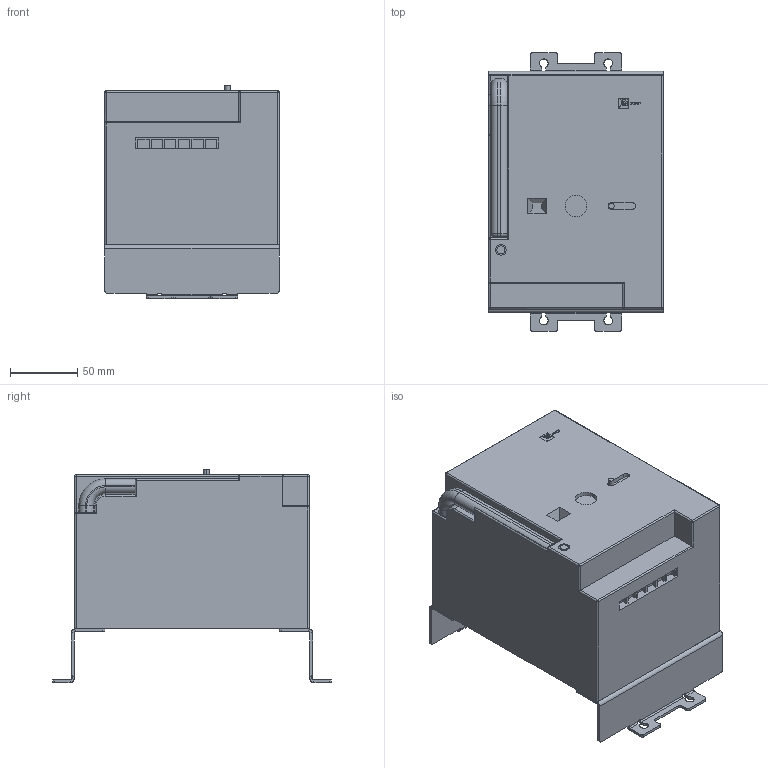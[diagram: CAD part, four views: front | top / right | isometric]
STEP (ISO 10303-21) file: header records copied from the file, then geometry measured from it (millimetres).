
FILE_DESCRIPTION (( 'STEP AP203' ), '1' );
FILE_NAME ('AV POWER-3 Ýëåêòðîïðèâîä CD2 (mccb-3-CD2-av).STEP', '2018-09-04T06:19:04', ( '' ), ( '' ), 'SwSTEP 2.0', 'SolidWorks 2017', '' );
FILE_SCHEMA (( 'CONFIG_CONTROL_DESIGN' ));
Length unit declared in the file: millimetre
Products named in the file (1): AV POWER-3 Ýëåêòðîïðèâîä CD2 (mccb-3-CD2-av)
Bounding box: 130 x 208 x 159 mm (x, y, z)
Volume: 2590453.1 mm3; surface area: 162552.8 mm2
Topology: 3 solids, 3 shells, 332 faces, 854 edges, 527 vertices
Faces by surface type: plane 201, cylinder 99, bspline 18, sphere 8, torus 6
Entity records: 10481 total; most frequent: CARTESIAN_POINT 2399, ORIENTED_EDGE 1692, DIRECTION 1617, EDGE_CURVE 846, LINE 615, VECTOR 615, VERTEX_POINT 527, AXIS2_PLACEMENT_3D 501
